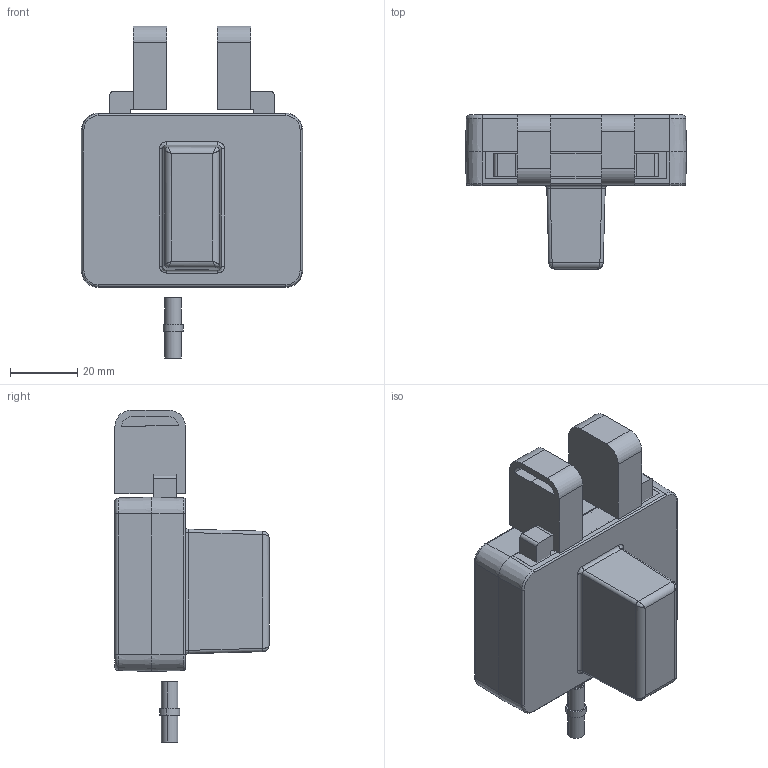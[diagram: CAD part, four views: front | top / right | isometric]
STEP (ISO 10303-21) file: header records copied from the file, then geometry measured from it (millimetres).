
FILE_DESCRIPTION (( 'STEP AP214' ), '1' );
FILE_NAME ('平行夹爪整体-开外发.STEP', '2023-04-17T07:56:21', ( '' ), ( '' ), 'SwSTEP 2.0', 'SolidWorks 2018', '' );
FILE_SCHEMA (( 'AUTOMOTIVE_DESIGN' ));
Length unit declared in the file: millimetre
Products named in the file (15): 复件 (5) ^平行夹爪整体(2)_平行夹爪整体; ^平行夹爪整体(2)_平行夹爪整体; 平行夹爪整体(2)^平行夹爪整体; 复件 (2) ^平行夹爪整体(2)_平行夹爪整体; 复件 (4) ^平行夹爪整体(2)_平行夹爪整体; ^复件 (2) _平行夹爪整体(2)_平行夹爪整体; ^_平行夹爪整体(2)_平行夹爪整体; 平行夹爪整体-开外发; 复件 (2) ^_平行夹爪整体(2)_平行夹爪整体; 复件 (2) ^复件 (2) _平行夹爪整体(2)_平行夹爪整体; 复件 (6) ^平行夹爪整体(2)_平行夹爪整体; 复件 (3) ^平行夹爪整体(2)_平行夹爪整体; __________^平行夹爪整体(2)_平行夹爪整体
Assembly tree (16 placements, depth 4):
  平行夹爪整体-开外发
    平行夹爪整体(2)^平行夹爪整体
      ^平行夹爪整体(2)_平行夹爪整体
        ^_平行夹爪整体(2)_平行夹爪整体
        复件 (2) ^_平行夹爪整体(2)_平行夹爪整体
      复件 (2) ^平行夹爪整体(2)_平行夹爪整体
        ^复件 (2) _平行夹爪整体(2)_平行夹爪整体
        复件 (2) ^复件 (2) _平行夹爪整体(2)_平行夹爪整体
      ^平行夹爪整体(2)_平行夹爪整体
      复件 (2) ^平行夹爪整体(2)_平行夹爪整体
      复件 (3) ^平行夹爪整体(2)_平行夹爪整体  x2
      复件 (4) ^平行夹爪整体(2)_平行夹爪整体
      复件 (5) ^平行夹爪整体(2)_平行夹爪整体  x2
      复件 (6) ^平行夹爪整体(2)_平行夹爪整体
      __________^平行夹爪整体(2)_平行夹爪整体
Bounding box: 66 x 46 x 99.07 mm (x, y, z)
Volume: 109462.9 mm3; surface area: 48935.2 mm2
Topology: 14 solids, 14 shells, 477 faces, 1173 edges, 747 vertices
Faces by surface type: plane 232, cylinder 167, cone 58, bspline 12, torus 8
Entity records: 14818 total; most frequent: CARTESIAN_POINT 3644, DIRECTION 2246, ORIENTED_EDGE 2178, EDGE_CURVE 1089, AXIS2_PLACEMENT_3D 804, VERTEX_POINT 691, LINE 638, VECTOR 638
